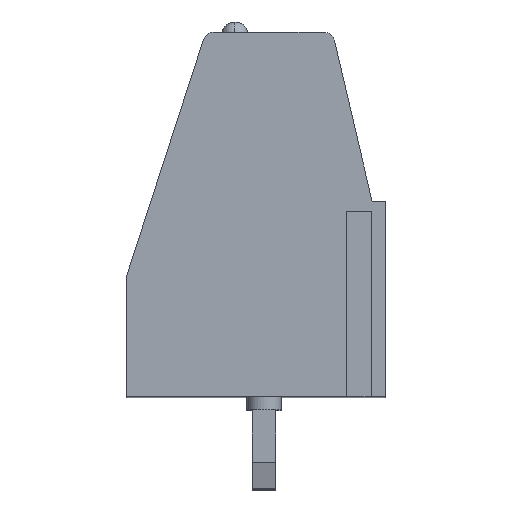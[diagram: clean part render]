
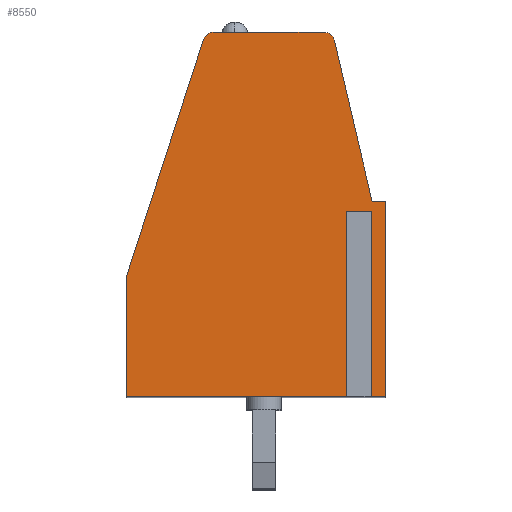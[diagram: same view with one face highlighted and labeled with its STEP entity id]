
A CAD part, top view. The second image highlights one B-rep face of the part: STEP entity #8550.
In plain terms, the highlighted planar face has unit normal (0, 0, 1).
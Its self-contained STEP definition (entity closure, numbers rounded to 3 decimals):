
#7460=CARTESIAN_POINT('',(-118.259,0.,-2.46));
#7470=DIRECTION('',(0.,0.,-1.));
#7480=DIRECTION('',(-1.,0.,0.));
#7490=AXIS2_PLACEMENT_3D('',#7460,#7470,#7480);
#7500=PLANE('',#7490);
#7510=CARTESIAN_POINT('',(-118.259,53.229,
-2.46));
#7520=DIRECTION('',(-1.,0.,0.));
#7530=VECTOR('',#7520,1.);
#7540=LINE('',#7510,#7530);
#7550=CARTESIAN_POINT('',(-57.047,53.229,-2.46));
#7560=VERTEX_POINT('',#7550);
#7570=CARTESIAN_POINT('',(-61.239,53.229,-2.46));
#7580=VERTEX_POINT('',#7570);
#7590=EDGE_CURVE('',#7560,#7580,#7540,.T.);
#7600=ORIENTED_EDGE('',*,*,#7590,.T.);
#7610=CARTESIAN_POINT('',(-57.047,52.829,-2.46));
#7620=DIRECTION('',(0.,0.,-1.));
#7630=DIRECTION('',(-1.,0.,0.));
#7640=AXIS2_PLACEMENT_3D('',#7610,#7620,#7630);
#7650=CIRCLE('',#7640,0.4);
#7660=CARTESIAN_POINT('',(-56.657,52.92,-2.46));
#7670=VERTEX_POINT('',#7660);
#7680=EDGE_CURVE('',#7560,#7670,#7650,.T.);
#7690=ORIENTED_EDGE('',*,*,#7680,.F.);
#7700=CARTESIAN_POINT('',(-44.254,0.,-2.46));
#7710=DIRECTION('',(0.228,-0.974,
0.));
#7720=VECTOR('',#7710,1.);
#7730=LINE('',#7700,#7720);
#7740=CARTESIAN_POINT('',(-55.23,46.829,-2.46));
#7750=VERTEX_POINT('',#7740);
#7760=EDGE_CURVE('',#7670,#7750,#7730,.T.);
#7770=ORIENTED_EDGE('',*,*,#7760,.F.);
#7780=CARTESIAN_POINT('',(-118.259,46.829,
-2.46));
#7790=DIRECTION('',(-1.,0.,0.));
#7800=VECTOR('',#7790,1.);
#7810=LINE('',#7780,#7800);
#7820=CARTESIAN_POINT('',(-54.73,46.829,-2.46));
#7830=VERTEX_POINT('',#7820);
#7840=EDGE_CURVE('',#7830,#7750,#7810,.T.);
#7850=ORIENTED_EDGE('',*,*,#7840,.T.);
#7860=CARTESIAN_POINT('',(-54.73,0.,-2.46));
#7870=DIRECTION('',(0.,-1.,0.));
#7880=VECTOR('',#7870,1.);
#7890=LINE('',#7860,#7880);
#7900=CARTESIAN_POINT('',(-54.73,39.429,-2.46));
#7910=VERTEX_POINT('',#7900);
#7920=EDGE_CURVE('',#7830,#7910,#7890,.T.);
#7930=ORIENTED_EDGE('',*,*,#7920,.F.);
#7940=CARTESIAN_POINT('',(-118.259,39.429,
-2.46));
#7950=DIRECTION('',(-1.,0.,0.));
#7960=VECTOR('',#7950,1.);
#7970=LINE('',#7940,#7960);
#7980=CARTESIAN_POINT('',(-55.46,39.429,-2.46));
#7990=VERTEX_POINT('',#7980);
#8000=EDGE_CURVE('',#7910,#7990,#7970,.T.);
#8010=ORIENTED_EDGE('',*,*,#8000,.F.);
#8020=CARTESIAN_POINT('',(-55.46,0.,-2.46));
#8030=DIRECTION('',(0.,-1.,0.));
#8040=VECTOR('',#8030,1.);
#8050=LINE('',#8020,#8040);
#8060=CARTESIAN_POINT('',(-55.46,46.429,-2.46));
#8070=VERTEX_POINT('',#8060);
#8080=EDGE_CURVE('',#8070,#7990,#8050,.T.);
#8090=ORIENTED_EDGE('',*,*,#8080,.T.);
#8100=CARTESIAN_POINT('',(-118.259,46.429,
-2.46));
#8110=DIRECTION('',(-1.,0.,0.));
#8120=VECTOR('',#8110,1.);
#8130=LINE('',#8100,#8120);
#8140=CARTESIAN_POINT('',(-55.999,46.429,-2.46));
#8150=VERTEX_POINT('',#8140);
#8160=EDGE_CURVE('',#8070,#8150,#8130,.T.);
#8170=ORIENTED_EDGE('',*,*,#8160,.F.);
#8180=CARTESIAN_POINT('',(-55.999,0.,-2.46));
#8190=DIRECTION('',(0.,-1.,0.));
#8200=VECTOR('',#8190,1.);
#8210=LINE('',#8180,#8200);
#8220=CARTESIAN_POINT('',(-55.999,39.429,-2.46));
#8230=VERTEX_POINT('',#8220);
#8240=EDGE_CURVE('',#8150,#8230,#8210,.T.);
#8250=ORIENTED_EDGE('',*,*,#8240,.F.);
#8260=CARTESIAN_POINT('',(-64.53,39.429,-2.46));
#8270=VERTEX_POINT('',#8260);
#8280=EDGE_CURVE('',#8230,#8270,#7970,.T.);
#8290=ORIENTED_EDGE('',*,*,#8280,.F.);
#8300=CARTESIAN_POINT('',(-64.53,0.,-2.46));
#8310=DIRECTION('',(0.,-1.,0.));
#8320=VECTOR('',#8310,1.);
#8330=LINE('',#8300,#8320);
#8340=CARTESIAN_POINT('',(-64.53,43.996,-2.46));
#8350=VERTEX_POINT('',#8340);
#8360=EDGE_CURVE('',#8350,#8270,#8330,.T.);
#8370=ORIENTED_EDGE('',*,*,#8360,.T.);
#8380=CARTESIAN_POINT('',(-78.825,0.,-2.46));
#8390=DIRECTION('',(-0.309,-0.951,
0.));
#8400=VECTOR('',#8390,1.);
#8410=LINE('',#8380,#8400);
#8420=CARTESIAN_POINT('',(-61.619,52.953,-2.46));
#8430=VERTEX_POINT('',#8420);
#8440=EDGE_CURVE('',#8430,#8350,#8410,.T.);
#8450=ORIENTED_EDGE('',*,*,#8440,.T.);
#8460=CARTESIAN_POINT('',(-61.239,52.829,-2.46));
#8470=DIRECTION('',(0.,0.,-1.));
#8480=DIRECTION('',(-1.,0.,0.));
#8490=AXIS2_PLACEMENT_3D('',#8460,#8470,#8480);
#8500=CIRCLE('',#8490,0.4);
#8510=EDGE_CURVE('',#8430,#7580,#8500,.T.);
#8520=ORIENTED_EDGE('',*,*,#8510,.F.);
#8530=EDGE_LOOP('',(#8520,#8450,#8370,#8290,#8250,#8170,#8090,#8010,
#7930,#7850,#7770,#7690,#7600));
#8540=FACE_OUTER_BOUND('',#8530,.T.);
#8550=ADVANCED_FACE('',(#8540),#7500,.F.);
